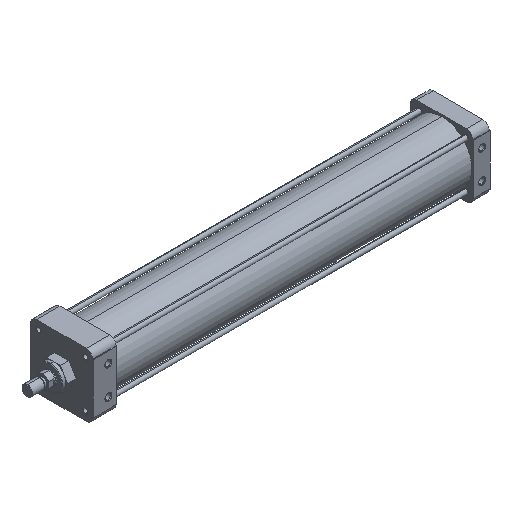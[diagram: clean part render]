
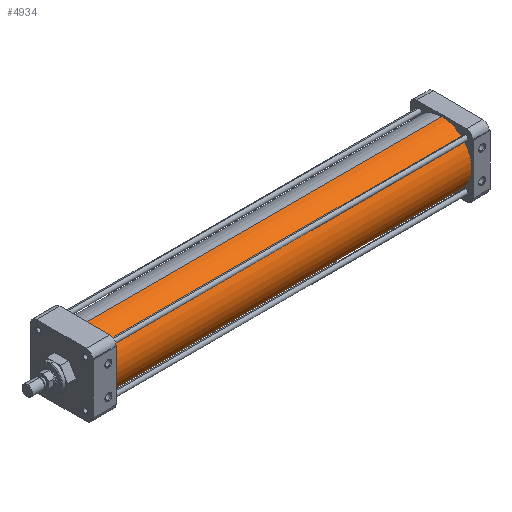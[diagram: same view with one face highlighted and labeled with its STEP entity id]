
A CAD part, isometric view. The second image highlights one B-rep face of the part: STEP entity #4934.
In plain terms, the highlighted cylindrical face has radius 53.975 mm (diameter 107.95 mm), a partial arc.
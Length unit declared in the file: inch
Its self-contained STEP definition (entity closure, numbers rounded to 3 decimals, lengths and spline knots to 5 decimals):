
#68 = EDGE_CURVE ( 'NONE', #11898, #13231, #539, .T. ) ;
#127 = CARTESIAN_POINT ( 'NONE',  ( 27.076, 0., -2.125 ) ) ;
#252 = ORIENTED_EDGE ( 'NONE', *, *, #10409, .T. ) ;
#258 = EDGE_LOOP ( 'NONE', ( #7908, #252, #3670, #14019 ) ) ;
#539 = CIRCLE ( 'NONE', #14711, 2.125 ) ;
#1186 = EDGE_CURVE ( 'NONE', #6982, #11898, #4702, .T. ) ;
#1293 = AXIS2_PLACEMENT_3D ( 'NONE', #9494, #2675, #10651 ) ;
#1370 = DIRECTION ( 'NONE',  ( 1., 0., 0. ) ) ;
#2442 = CARTESIAN_POINT ( 'NONE',  ( 27.076, 0., -2.125 ) ) ;
#2472 = EDGE_CURVE ( 'NONE', #11312, #13231, #10541, .T. ) ;
#2675 = DIRECTION ( 'NONE',  ( 1., 0., 0. ) ) ;
#3653 = CARTESIAN_POINT ( 'NONE',  ( 27.076, 0., 0. ) ) ;
#3670 = ORIENTED_EDGE ( 'NONE', *, *, #1186, .T. ) ;
#4031 = DIRECTION ( 'NONE',  ( -1., 0., 0. ) ) ;
#4273 = CARTESIAN_POINT ( 'NONE',  ( 27.076, 0., 2.125 ) ) ;
#4702 = LINE ( 'NONE', #127, #10437 ) ;
#4814 = AXIS2_PLACEMENT_3D ( 'NONE', #3653, #1370, #9381 ) ;
#4934 = ADVANCED_FACE ( 'NONE', ( #9773 ), #14429, .T. ) ;
#5433 = DIRECTION ( 'NONE',  ( 1., 0., 0. ) ) ;
#6921 = DIRECTION ( 'NONE',  ( 1., 0., 0. ) ) ;
#6982 = VERTEX_POINT ( 'NONE', #13390 ) ;
#7142 = VECTOR ( 'NONE', #5433, 39.37008 ) ;
#7908 = ORIENTED_EDGE ( 'NONE', *, *, #2472, .F. ) ;
#8257 = CIRCLE ( 'NONE', #1293, 2.125 ) ;
#9381 = DIRECTION ( 'NONE',  ( 0., 0., -1. ) ) ;
#9494 = CARTESIAN_POINT ( 'NONE',  ( 1.67, 0., 0. ) ) ;
#9773 = FACE_OUTER_BOUND ( 'NONE', #258, .T. ) ;
#10409 = EDGE_CURVE ( 'NONE', #11312, #6982, #8257, .T. ) ;
#10437 = VECTOR ( 'NONE', #6921, 39.37008 ) ;
#10541 = LINE ( 'NONE', #4273, #7142 ) ;
#10651 = DIRECTION ( 'NONE',  ( 0., 0., -1. ) ) ;
#10889 = DIRECTION ( 'NONE',  ( 0., 0., -1. ) ) ;
#11312 = VERTEX_POINT ( 'NONE', #13558 ) ;
#11898 = VERTEX_POINT ( 'NONE', #2442 ) ;
#12029 = CARTESIAN_POINT ( 'NONE',  ( 27.076, 0., 0. ) ) ;
#12111 = CARTESIAN_POINT ( 'NONE',  ( 27.076, 0., 2.125 ) ) ;
#13231 = VERTEX_POINT ( 'NONE', #12111 ) ;
#13390 = CARTESIAN_POINT ( 'NONE',  ( 1.67, 0., -2.125 ) ) ;
#13558 = CARTESIAN_POINT ( 'NONE',  ( 1.67, 0., 2.125 ) ) ;
#14019 = ORIENTED_EDGE ( 'NONE', *, *, #68, .T. ) ;
#14429 = CYLINDRICAL_SURFACE ( 'NONE', #4814, 2.125 ) ;
#14711 = AXIS2_PLACEMENT_3D ( 'NONE', #12029, #4031, #10889 ) ;
